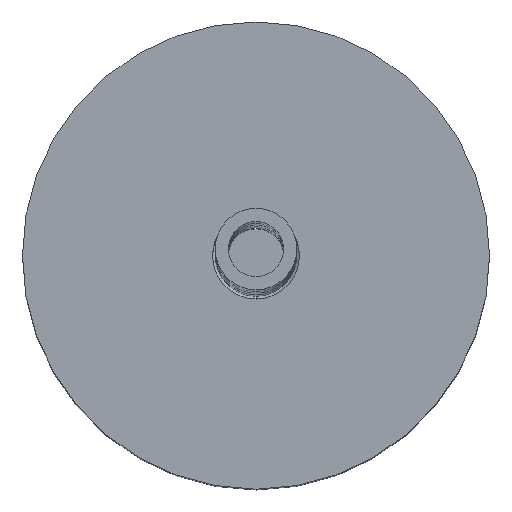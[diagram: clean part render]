
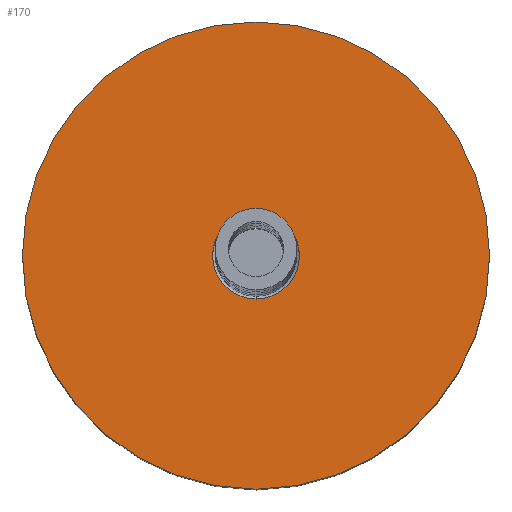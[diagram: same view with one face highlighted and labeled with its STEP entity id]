
A CAD part, top view. The second image highlights one B-rep face of the part: STEP entity #170.
In plain terms, the highlighted planar face has unit normal (0, 0, 1).
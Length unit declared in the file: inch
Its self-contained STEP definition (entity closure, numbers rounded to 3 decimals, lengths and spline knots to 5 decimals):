
#1=CARTESIAN_POINT('',(0.,0.,0.64873));
#2=DIRECTION('',(0.,0.,1.));
#3=DIRECTION('',(0.,1.,0.));
#4=AXIS2_PLACEMENT_3D('',#1,#2,#3);
#6=CARTESIAN_POINT('',(0.,0.,0.64873));
#7=DIRECTION('',(0.,0.,-1.));
#8=DIRECTION('',(0.,1.,0.));
#9=AXIS2_PLACEMENT_3D('',#6,#7,#8);
#90=CARTESIAN_POINT('',(0.,0.,0.64873));
#91=DIRECTION('',(0.,0.,1.));
#92=DIRECTION('',(0.,1.,0.));
#93=AXIS2_PLACEMENT_3D('',#90,#91,#92);
#99=CARTESIAN_POINT('',(0.,0.,0.64873));
#100=DIRECTION('',(0.,0.,-1.));
#101=DIRECTION('',(0.,1.,0.));
#102=AXIS2_PLACEMENT_3D('',#99,#100,#101);
#121=CARTESIAN_POINT('',(0.,0.0465,0.64873));
#123=VERTEX_POINT('',#121);
#128=CARTESIAN_POINT('',(0.,0.25,0.64873));
#130=VERTEX_POINT('',#128);
#131=CARTESIAN_POINT('',(0.,-0.0465,0.64873));
#133=VERTEX_POINT('',#131);
#138=CARTESIAN_POINT('',(0.,-0.25,0.64873));
#140=VERTEX_POINT('',#138);
#153=CARTESIAN_POINT('',(0.,0.,0.64873));
#154=DIRECTION('',(0.,0.,1.));
#155=DIRECTION('',(0.,1.,0.));
#156=AXIS2_PLACEMENT_3D('',#153,#154,#155);
#157=PLANE('',#156);
#159=ORIENTED_EDGE('',*,*,#158,.F.);
#161=ORIENTED_EDGE('',*,*,#160,.T.);
#162=EDGE_LOOP('',(#159,#161));
#163=FACE_OUTER_BOUND('',#162,.F.);
#165=ORIENTED_EDGE('',*,*,#164,.F.);
#167=ORIENTED_EDGE('',*,*,#166,.T.);
#168=EDGE_LOOP('',(#165,#167));
#169=FACE_BOUND('',#168,.F.);
#170=ADVANCED_FACE('',(#163,#169),#157,.T.);
#5=CIRCLE('',#4,0.25);
#10=CIRCLE('',#9,0.25);
#94=CIRCLE('',#93,0.0465);
#103=CIRCLE('',#102,0.0465);
#158=EDGE_CURVE('',#130,#140,#5,.T.);
#160=EDGE_CURVE('',#130,#140,#10,.T.);
#164=EDGE_CURVE('',#123,#133,#103,.T.);
#166=EDGE_CURVE('',#123,#133,#94,.T.);
